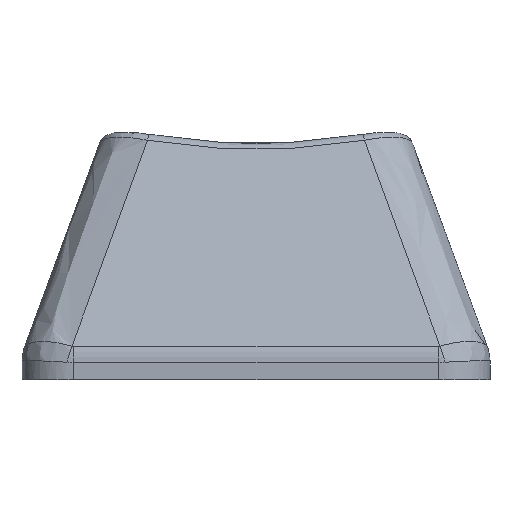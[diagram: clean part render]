
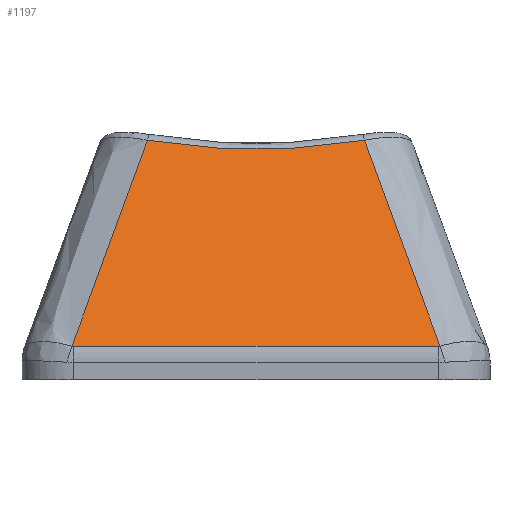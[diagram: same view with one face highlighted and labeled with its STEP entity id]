
A CAD part, front view. The second image highlights one B-rep face of the part: STEP entity #1197.
In plain terms, the highlighted planar face has unit normal (0, -0.909, 0.417).
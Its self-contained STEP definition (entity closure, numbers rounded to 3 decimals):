
#14=PLANE('',#1289);
#41=ELLIPSE('',#1282,1.2,0.5);
#43=ELLIPSE('',#1287,1.2,0.5);
#49=LINE('',#2006,#104);
#104=VECTOR('',#1384,10.);
#259=FACE_OUTER_BOUND('',#335,.T.);
#335=EDGE_LOOP('',(#881,#882,#883,#884,#885,#886));
#433=B_SPLINE_CURVE_WITH_KNOTS('',3,(#2166,#2167,#2168,#2169),
 .UNSPECIFIED.,.F.,.F.,(4,4),(-0.969,-0.042),
 .UNSPECIFIED.);
#435=B_SPLINE_CURVE_WITH_KNOTS('',3,(#2177,#2178,#2179,#2180),
 .UNSPECIFIED.,.F.,.F.,(4,4),(0.042,0.969),
 .UNSPECIFIED.);
#436=B_SPLINE_CURVE_WITH_KNOTS('',3,(#2181,#2182,#2183,#2184),
 .UNSPECIFIED.,.F.,.F.,(4,4),(-0.847,0.),.UNSPECIFIED.);
#520=VERTEX_POINT('',#1962);
#524=VERTEX_POINT('',#1996);
#526=VERTEX_POINT('',#2002);
#528=VERTEX_POINT('',#2023);
#534=VERTEX_POINT('',#2165);
#535=VERTEX_POINT('',#2176);
#653=EDGE_CURVE('',#520,#524,#41,.T.);
#656=EDGE_CURVE('',#524,#526,#49,.T.);
#659=EDGE_CURVE('',#526,#528,#43,.T.);
#670=EDGE_CURVE('',#528,#534,#433,.T.);
#672=EDGE_CURVE('',#535,#520,#435,.T.);
#673=EDGE_CURVE('',#534,#535,#436,.T.);
#881=ORIENTED_EDGE('',*,*,#659,.F.);
#882=ORIENTED_EDGE('',*,*,#656,.F.);
#883=ORIENTED_EDGE('',*,*,#653,.F.);
#884=ORIENTED_EDGE('',*,*,#672,.F.);
#885=ORIENTED_EDGE('',*,*,#673,.F.);
#886=ORIENTED_EDGE('',*,*,#670,.F.);
#1197=ADVANCED_FACE('',(#259),#14,.T.);
#1282=AXIS2_PLACEMENT_3D('',#2000,#1377,#1378);
#1287=AXIS2_PLACEMENT_3D('',#2027,#1389,#1390);
#1289=AXIS2_PLACEMENT_3D('',#2175,#1393,#1394);
#1377=DIRECTION('center_axis',(0.,0.909,-0.417));
#1378=DIRECTION('ref_axis',(0.,-0.417,-0.909));
#1384=DIRECTION('',(-1.,0.,0.));
#1389=DIRECTION('center_axis',(0.,0.909,-0.417));
#1390=DIRECTION('ref_axis',(0.,-0.417,-0.909));
#1393=DIRECTION('center_axis',(0.,-0.909,
0.417));
#1394=DIRECTION('ref_axis',(0.,-0.417,-0.909));
#1962=CARTESIAN_POINT('',(7.144,-8.94,0.306));
#1996=CARTESIAN_POINT('',(7.081,-8.944,0.298));
#2000=CARTESIAN_POINT('Origin',(7.081,-8.444,1.389));
#2002=CARTESIAN_POINT('',(-7.08,-8.944,0.298));
#2006=CARTESIAN_POINT('',(7.525,-8.944,0.298));
#2023=CARTESIAN_POINT('',(-7.144,-8.94,0.306));
#2027=CARTESIAN_POINT('Origin',(-7.08,-8.444,1.389));
#2165=CARTESIAN_POINT('',(-4.213,-5.28,8.295));
#2166=CARTESIAN_POINT('Ctrl Pts',(-7.144,-8.94,0.306));
#2167=CARTESIAN_POINT('Ctrl Pts',(-6.176,-7.719,2.972));
#2168=CARTESIAN_POINT('Ctrl Pts',(-5.202,-6.498,5.635));
#2169=CARTESIAN_POINT('Ctrl Pts',(-4.213,-5.28,8.295));
#2175=CARTESIAN_POINT('Origin',(5.969,-4.966,8.98));
#2176=CARTESIAN_POINT('',(4.213,-5.28,8.295));
#2177=CARTESIAN_POINT('Ctrl Pts',(4.213,-5.28,8.295));
#2178=CARTESIAN_POINT('Ctrl Pts',(5.202,-6.498,5.635));
#2179=CARTESIAN_POINT('Ctrl Pts',(6.176,-7.719,2.972));
#2180=CARTESIAN_POINT('Ctrl Pts',(7.144,-8.94,0.306));
#2181=CARTESIAN_POINT('Ctrl Pts',(-4.213,-5.28,8.295));
#2182=CARTESIAN_POINT('Ctrl Pts',(-1.436,-5.493,7.828));
#2183=CARTESIAN_POINT('Ctrl Pts',(1.436,-5.493,7.828));
#2184=CARTESIAN_POINT('Ctrl Pts',(4.213,-5.28,8.295));
